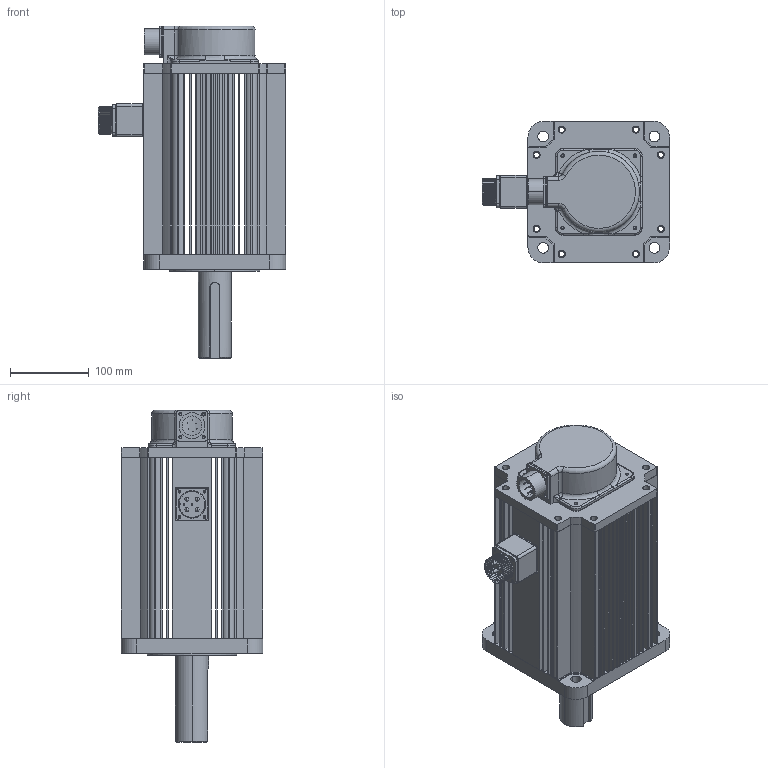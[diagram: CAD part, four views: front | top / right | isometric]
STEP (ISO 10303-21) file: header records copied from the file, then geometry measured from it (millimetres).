
FILE_DESCRIPTION (( 'STEP AP203' ), '1' );
FILE_NAME ('MS6H-180CS(CM)15BZ2-45P5.STEP', '2020-09-10T00:51:53', ( '' ), ( '' ), 'SwSTEP 2.0', 'SolidWorks 2016', '' );
FILE_SCHEMA (( 'CONFIG_CONTROL_DESIGN' ));
Length unit declared in the file: millimetre
Products named in the file (1): MS6H-180CS(CM)15BZ2-45P5
Bounding box: 237.9 x 180 x 422 mm (x, y, z)
Surface area: 468587.9 mm2 (no closed solid volume)
Topology: 0 solids, 19 shells, 740 faces, 2255 edges, 1519 vertices
Faces by surface type: cylinder 312, plane 307, torus 65, bspline 29, sphere 14, cone 13
Entity records: 31680 total; most frequent: CARTESIAN_POINT 11652, DIRECTION 4324, ORIENTED_EDGE 3832, EDGE_CURVE 2227, AXIS2_PLACEMENT_3D 1587, VERTEX_POINT 1507, LINE 1150, VECTOR 1150
